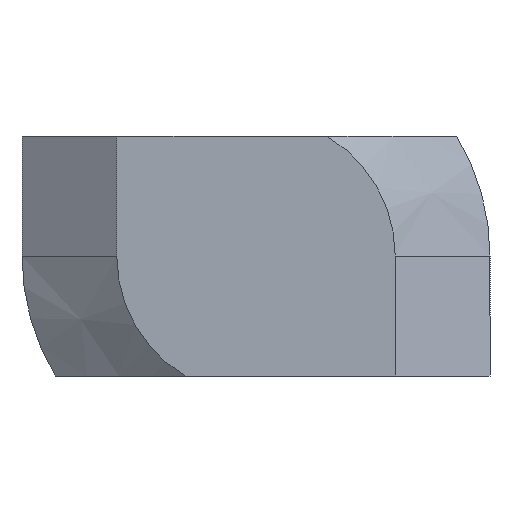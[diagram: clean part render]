
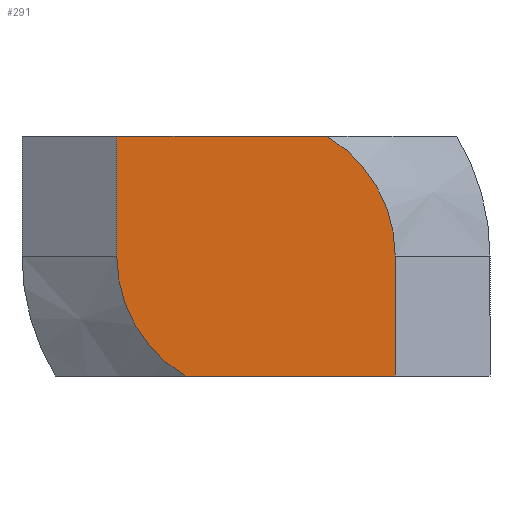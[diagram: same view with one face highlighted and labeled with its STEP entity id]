
A CAD part, front view. The second image highlights one B-rep face of the part: STEP entity #291.
In plain terms, the highlighted planar face has unit normal (0, -1, 0).
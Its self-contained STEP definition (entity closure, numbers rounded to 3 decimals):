
#38 = VECTOR ( 'NONE', #655, 1000. ) ;
#42 = ORIENTED_EDGE ( 'NONE', *, *, #444, .T. ) ;
#54 = CARTESIAN_POINT ( 'NONE',  ( -5.8, 0., 5. ) ) ;
#77 = CARTESIAN_POINT ( 'NONE',  ( 5.8, 0., 0. ) ) ;
#92 = EDGE_CURVE ( 'NONE', #322, #749, #498, .T. ) ;
#93 = ORIENTED_EDGE ( 'NONE', *, *, #484, .T. ) ;
#97 = VECTOR ( 'NONE', #638, 1000. ) ;
#104 = CARTESIAN_POINT ( 'NONE',  ( 5.8, 0., -5. ) ) ;
#108 = FACE_OUTER_BOUND ( 'NONE', #258, .T. ) ;
#125 = CARTESIAN_POINT ( 'NONE',  ( 0., 0., 0. ) ) ;
#156 = CARTESIAN_POINT ( 'NONE',  ( 9.75, 0., 5. ) ) ;
#159 = VERTEX_POINT ( 'NONE', #623 ) ;
#166 = ORIENTED_EDGE ( 'NONE', *, *, #442, .F. ) ;
#238 = CARTESIAN_POINT ( 'NONE',  ( -5.8, 0., 5. ) ) ;
#241 = DIRECTION ( 'NONE',  ( 1., 0., 0. ) ) ;
#258 = EDGE_LOOP ( 'NONE', ( #166, #93, #42, #272, #758, #381 ) ) ;
#265 = CARTESIAN_POINT ( 'NONE',  ( 5.8, 0., -9.75 ) ) ;
#272 = ORIENTED_EDGE ( 'NONE', *, *, #427, .T. ) ;
#283 = DIRECTION ( 'NONE',  ( 0., 0., 1. ) ) ;
#289 = LINE ( 'NONE', #54, #97 ) ;
#291 = ADVANCED_FACE ( 'NONE', ( #108 ), #583, .F. ) ;
#298 = DIRECTION ( 'NONE',  ( 0., -1., 0. ) ) ;
#322 = VERTEX_POINT ( 'NONE', #104 ) ;
#330 = AXIS2_PLACEMENT_3D ( 'NONE', #156, #395, #283 ) ;
#362 = LINE ( 'NONE', #470, #688 ) ;
#381 = ORIENTED_EDGE ( 'NONE', *, *, #460, .T. ) ;
#395 = DIRECTION ( 'NONE',  ( 0., 1., 0. ) ) ;
#400 = DIRECTION ( 'NONE',  ( 0., -1., 0. ) ) ;
#404 = CIRCLE ( 'NONE', #430, 5.8 ) ;
#427 = EDGE_CURVE ( 'NONE', #683, #322, #362, .T. ) ;
#430 = AXIS2_PLACEMENT_3D ( 'NONE', #125, #298, #535 ) ;
#442 = EDGE_CURVE ( 'NONE', #451, #159, #650, .T. ) ;
#444 = EDGE_CURVE ( 'NONE', #636, #683, #404, .T. ) ;
#451 = VERTEX_POINT ( 'NONE', #238 ) ;
#460 = EDGE_CURVE ( 'NONE', #749, #159, #479, .T. ) ;
#470 = CARTESIAN_POINT ( 'NONE',  ( 9.75, 0., -5. ) ) ;
#474 = CARTESIAN_POINT ( 'NONE',  ( 9.75, 0., 5. ) ) ;
#479 = CIRCLE ( 'NONE', #738, 5.8 ) ;
#484 = EDGE_CURVE ( 'NONE', #451, #636, #289, .T. ) ;
#498 = LINE ( 'NONE', #265, #750 ) ;
#535 = DIRECTION ( 'NONE',  ( -1., 0., 0. ) ) ;
#537 = CARTESIAN_POINT ( 'NONE',  ( -2.939, 0., -5. ) ) ;
#583 = PLANE ( 'NONE',  #330 ) ;
#612 = DIRECTION ( 'NONE',  ( 0., 0., 1. ) ) ;
#623 = CARTESIAN_POINT ( 'NONE',  ( 2.939, 0., 5. ) ) ;
#636 = VERTEX_POINT ( 'NONE', #698 ) ;
#638 = DIRECTION ( 'NONE',  ( 0., 0., -1. ) ) ;
#650 = LINE ( 'NONE', #474, #38 ) ;
#655 = DIRECTION ( 'NONE',  ( 1., 0., 0. ) ) ;
#683 = VERTEX_POINT ( 'NONE', #537 ) ;
#688 = VECTOR ( 'NONE', #241, 1000. ) ;
#689 = DIRECTION ( 'NONE',  ( 1., 0., 0. ) ) ;
#698 = CARTESIAN_POINT ( 'NONE',  ( -5.8, 0., 0. ) ) ;
#738 = AXIS2_PLACEMENT_3D ( 'NONE', #759, #400, #689 ) ;
#749 = VERTEX_POINT ( 'NONE', #77 ) ;
#750 = VECTOR ( 'NONE', #612, 1000. ) ;
#758 = ORIENTED_EDGE ( 'NONE', *, *, #92, .T. ) ;
#759 = CARTESIAN_POINT ( 'NONE',  ( 0., 0., 0. ) ) ;
